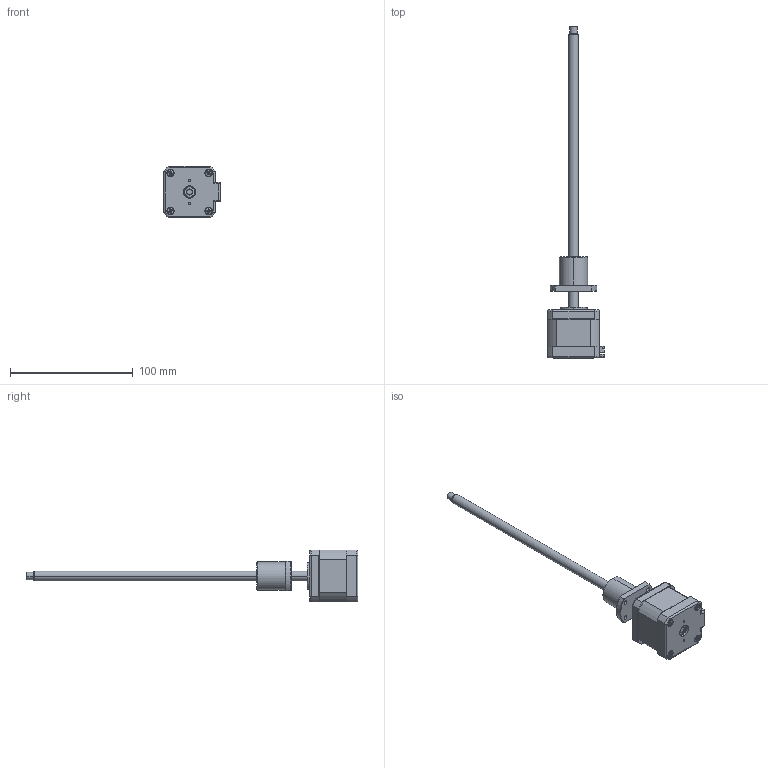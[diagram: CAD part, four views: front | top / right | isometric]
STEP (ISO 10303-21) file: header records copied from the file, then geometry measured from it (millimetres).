
FILE_DESCRIPTION (( 'STEP AP203' ), '1' );
FILE_NAME ('BE172S-B0808-225-BM1-S-200.STEP', '2019-04-11T01:33:51', ( 'Sky123.Org' ), ( 'Sky123.Org' ), 'SwSTEP 2.0', 'SolidWorks 2014', '' );
FILE_SCHEMA (( 'CONFIG_CONTROL_DESIGN' ));
Length unit declared in the file: millimetre
Products named in the file (1): BE172S-B0808-225-BM1-S-200
Bounding box: 46.2 x 270.3 x 42.2 mm (x, y, z)
Surface area: 25175.3 mm2 (no closed solid volume)
Topology: 0 solids, 19 shells, 283 faces, 997 edges, 709 vertices
Faces by surface type: plane 139, cylinder 76, cone 48, torus 12, sphere 8
Entity records: 11363 total; most frequent: CARTESIAN_POINT 2838, DIRECTION 1715, ORIENTED_EDGE 1613, EDGE_CURVE 997, VERTEX_POINT 709, VECTOR 575, LINE 575, AXIS2_PLACEMENT_3D 570
